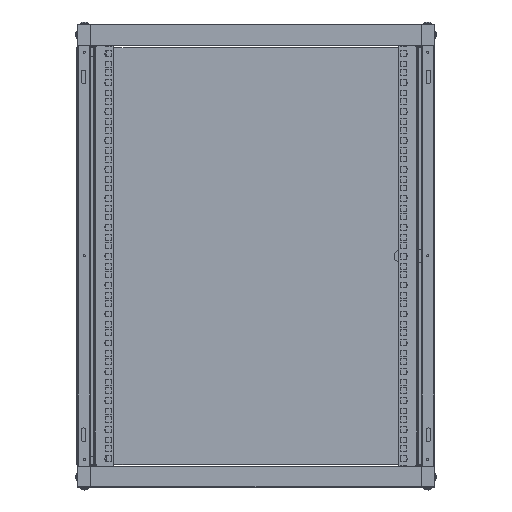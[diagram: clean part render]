
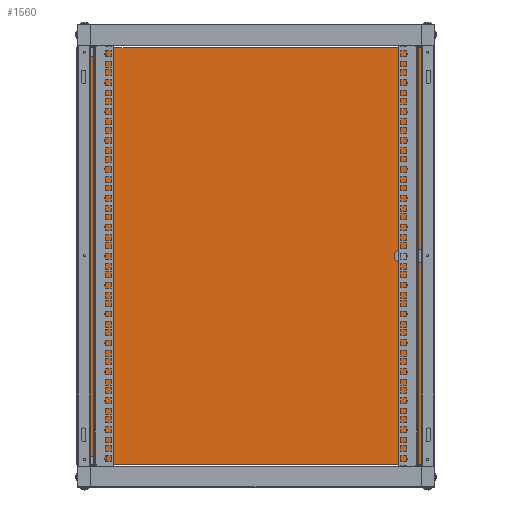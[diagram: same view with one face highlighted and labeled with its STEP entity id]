
A CAD part, top view. The second image highlights one B-rep face of the part: STEP entity #1560.
In plain terms, the highlighted face is planar.
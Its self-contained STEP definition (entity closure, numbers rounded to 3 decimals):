
#64 = ORIENTED_EDGE ( 'NONE', *, *, #14965, .F. ) ;
#973 = VERTEX_POINT ( 'NONE', #28582 ) ;
#1018 = ORIENTED_EDGE ( 'NONE', *, *, #6769, .T. ) ;
#1560 = ADVANCED_FACE ( 'NONE', ( #8582, #27611 ), #62694, .F. ) ;
#3465 = DIRECTION ( 'NONE',  ( 0., 0., -1. ) ) ;
#4022 = CARTESIAN_POINT ( 'NONE',  ( -269.6, 320.1, 0. ) ) ;
#5415 = DIRECTION ( 'NONE',  ( -1., 0., 0. ) ) ;
#6769 = EDGE_CURVE ( 'NONE', #973, #33288, #27054, .T. ) ;
#8099 = EDGE_CURVE ( 'NONE', #37481, #973, #10978, .T. ) ;
#8582 = FACE_OUTER_BOUND ( 'NONE', #16850, .T. ) ;
#9463 = CARTESIAN_POINT ( 'NONE',  ( -227.5, 0., 0. ) ) ;
#10548 = CARTESIAN_POINT ( 'NONE',  ( 269.6, -320.1, 0. ) ) ;
#10978 = LINE ( 'NONE', #36363, #27650 ) ;
#12900 = VERTEX_POINT ( 'NONE', #57588 ) ;
#14965 = EDGE_CURVE ( 'NONE', #61761, #55523, #25381, .T. ) ;
#16025 = DIRECTION ( 'NONE',  ( 1., 0., 0. ) ) ;
#16232 = DIRECTION ( 'NONE',  ( 0., 0., 1. ) ) ;
#16701 = EDGE_CURVE ( 'NONE', #33288, #12900, #26747, .T. ) ;
#16850 = EDGE_LOOP ( 'NONE', ( #1018, #31332, #23539, #42688 ) ) ;
#17319 = LINE ( 'NONE', #50877, #29233 ) ;
#18973 = CARTESIAN_POINT ( 'NONE',  ( 269.6, 0., 0. ) ) ;
#20950 = CARTESIAN_POINT ( 'NONE',  ( 0., -320.1, 0. ) ) ;
#21070 = CIRCLE ( 'NONE', #25409, 9.5 ) ;
#21521 = CARTESIAN_POINT ( 'NONE',  ( -218., 0., 0. ) ) ;
#22566 = AXIS2_PLACEMENT_3D ( 'NONE', #37157, #16232, #16025 ) ;
#23539 = ORIENTED_EDGE ( 'NONE', *, *, #47643, .T. ) ;
#25381 = CIRCLE ( 'NONE', #35881, 9.5 ) ;
#25409 = AXIS2_PLACEMENT_3D ( 'NONE', #9463, #3465, #44861 ) ;
#26268 = DIRECTION ( 'NONE',  ( 0., 0., -1. ) ) ;
#26747 = LINE ( 'NONE', #20950, #44351 ) ;
#27054 = LINE ( 'NONE', #18973, #31056 ) ;
#27611 = FACE_BOUND ( 'NONE', #33711, .T. ) ;
#27650 = VECTOR ( 'NONE', #57295, 1000. ) ;
#28582 = CARTESIAN_POINT ( 'NONE',  ( 269.6, 320.1, 0. ) ) ;
#29233 = VECTOR ( 'NONE', #61068, 1000. ) ;
#31056 = VECTOR ( 'NONE', #39515, 1000. ) ;
#31332 = ORIENTED_EDGE ( 'NONE', *, *, #16701, .T. ) ;
#33288 = VERTEX_POINT ( 'NONE', #10548 ) ;
#33711 = EDGE_LOOP ( 'NONE', ( #46417, #64 ) ) ;
#34826 = EDGE_CURVE ( 'NONE', #55523, #61761, #21070, .T. ) ;
#35881 = AXIS2_PLACEMENT_3D ( 'NONE', #51254, #26268, #57009 ) ;
#36363 = CARTESIAN_POINT ( 'NONE',  ( 0., 320.1, 0. ) ) ;
#37157 = CARTESIAN_POINT ( 'NONE',  ( 0., 0., 0. ) ) ;
#37481 = VERTEX_POINT ( 'NONE', #4022 ) ;
#39515 = DIRECTION ( 'NONE',  ( 0., -1., 0. ) ) ;
#42688 = ORIENTED_EDGE ( 'NONE', *, *, #8099, .T. ) ;
#44351 = VECTOR ( 'NONE', #5415, 1000. ) ;
#44861 = DIRECTION ( 'NONE',  ( -1., 0., 0. ) ) ;
#46417 = ORIENTED_EDGE ( 'NONE', *, *, #34826, .F. ) ;
#47643 = EDGE_CURVE ( 'NONE', #12900, #37481, #17319, .T. ) ;
#50877 = CARTESIAN_POINT ( 'NONE',  ( -269.6, 0., 0. ) ) ;
#51254 = CARTESIAN_POINT ( 'NONE',  ( -227.5, 0., 0. ) ) ;
#55523 = VERTEX_POINT ( 'NONE', #60439 ) ;
#57009 = DIRECTION ( 'NONE',  ( -1., 0., 0. ) ) ;
#57295 = DIRECTION ( 'NONE',  ( 1., 0., 0. ) ) ;
#57588 = CARTESIAN_POINT ( 'NONE',  ( -269.6, -320.1, 0. ) ) ;
#60439 = CARTESIAN_POINT ( 'NONE',  ( -237., 0., 0. ) ) ;
#61068 = DIRECTION ( 'NONE',  ( 0., 1., 0. ) ) ;
#61761 = VERTEX_POINT ( 'NONE', #21521 ) ;
#62694 = PLANE ( 'NONE',  #22566 ) ;
